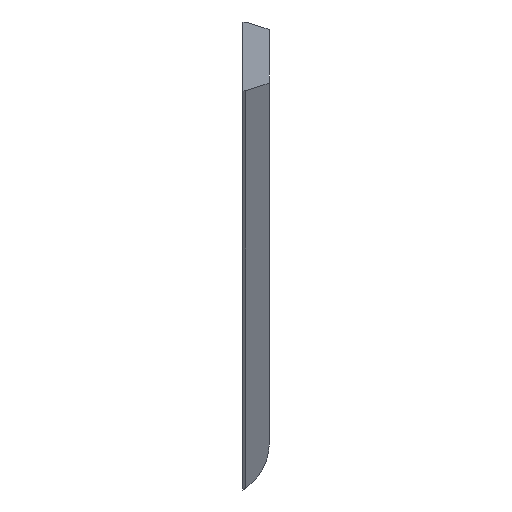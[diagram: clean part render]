
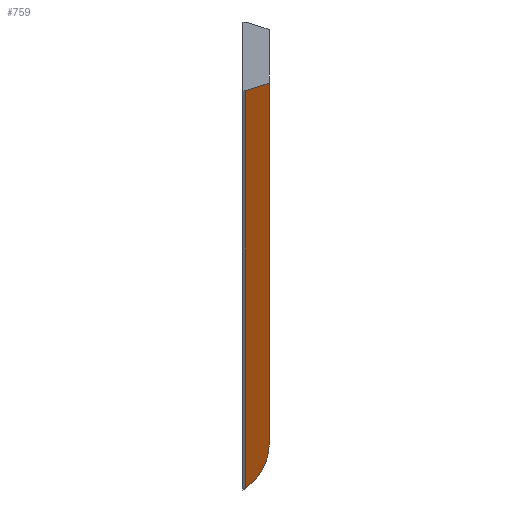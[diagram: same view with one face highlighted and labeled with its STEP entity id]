
A CAD part, top view. The second image highlights one B-rep face of the part: STEP entity #759.
In plain terms, the highlighted planar face has unit normal (0.707, -0.416, 0.572).
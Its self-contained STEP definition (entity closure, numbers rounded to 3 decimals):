
#16=ELLIPSE('',#844,16.33,10.);
#122=FACE_OUTER_BOUND('',#169,.T.);
#169=EDGE_LOOP('',(#661,#662,#663,#664));
#234=LINE('',#1262,#301);
#244=LINE('',#1289,#311);
#245=LINE('',#1291,#312);
#301=VECTOR('',#1044,10.);
#311=VECTOR('',#1070,10.);
#312=VECTOR('',#1073,10.);
#373=VERTEX_POINT('',#1259);
#374=VERTEX_POINT('',#1261);
#376=VERTEX_POINT('',#1267);
#383=VERTEX_POINT('',#1287);
#472=EDGE_CURVE('',#373,#374,#234,.T.);
#475=EDGE_CURVE('',#376,#374,#16,.T.);
#486=EDGE_CURVE('',#383,#373,#244,.T.);
#487=EDGE_CURVE('',#376,#383,#245,.T.);
#661=ORIENTED_EDGE('',*,*,#475,.T.);
#662=ORIENTED_EDGE('',*,*,#472,.F.);
#663=ORIENTED_EDGE('',*,*,#486,.F.);
#664=ORIENTED_EDGE('',*,*,#487,.F.);
#719=PLANE('',#851);
#759=ADVANCED_FACE('',(#122),#719,.F.);
#844=AXIS2_PLACEMENT_3D('',#1268,#1049,#1050);
#851=AXIS2_PLACEMENT_3D('',#1290,#1071,#1072);
#1044=DIRECTION('',(0.,-0.809,-0.588));
#1049=DIRECTION('center_axis',(0.707,-0.416,0.572));
#1050=DIRECTION('ref_axis',(0.548,-0.19,-0.815));
#1070=DIRECTION('',(0.689,0.224,-0.689));
#1071=DIRECTION('center_axis',(-0.707,0.416,-0.572));
#1072=DIRECTION('ref_axis',(-0.629,0.,0.777));
#1073=DIRECTION('',(0.,0.809,0.588));
#1259=CARTESIAN_POINT('',(15.5,-98.204,30.941));
#1261=CARTESIAN_POINT('',(15.5,-167.135,-19.141));
#1262=CARTESIAN_POINT('',(15.5,-157.478,-12.124));
#1267=CARTESIAN_POINT('',(11.,-175.48,-19.641));
#1268=CARTESIAN_POINT('Origin',(5.5,-168.342,-7.657));
#1287=CARTESIAN_POINT('',(11.,-99.666,35.441));
#1289=CARTESIAN_POINT('',(17.716,-97.484,28.725));
#1290=CARTESIAN_POINT('Origin',(13.25,-158.801,-10.304));
#1291=CARTESIAN_POINT('',(11.,-160.123,-8.484));
